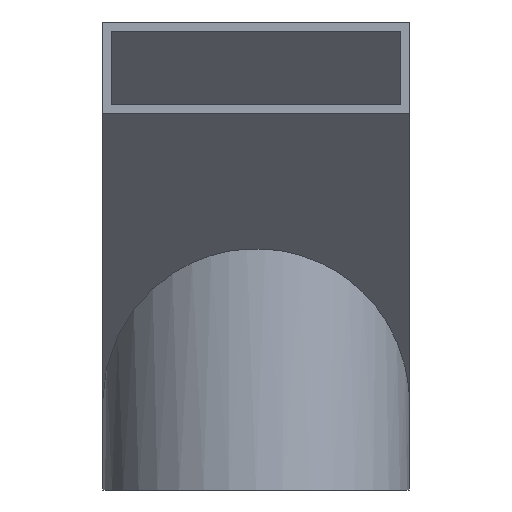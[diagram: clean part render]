
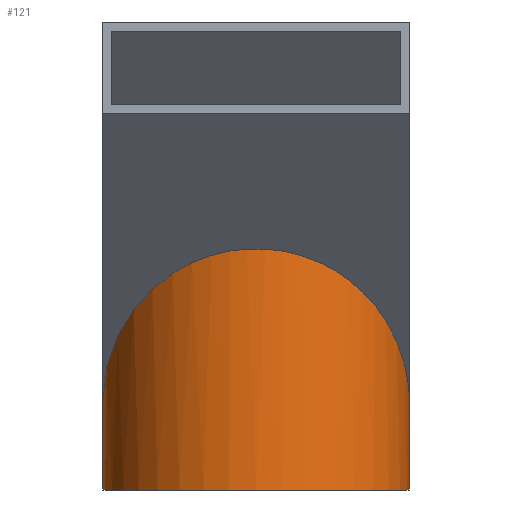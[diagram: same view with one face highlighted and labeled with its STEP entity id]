
A CAD part, left-side view. The second image highlights one B-rep face of the part: STEP entity #121.
In plain terms, the highlighted cylindrical face has radius 50 mm (diameter 100 mm), a partial arc.
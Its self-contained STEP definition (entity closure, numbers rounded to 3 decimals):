
#24 = VERTEX_POINT('',#25);
#25 = CARTESIAN_POINT('',(0.062,-50.,0.));
#32 = EDGE_CURVE('',#33,#24,#35,.T.);
#33 = VERTEX_POINT('',#34);
#34 = CARTESIAN_POINT('',(0.062,50.,0.));
#35 = CIRCLE('',#36,50.);
#36 = AXIS2_PLACEMENT_3D('',#37,#38,#39);
#37 = CARTESIAN_POINT('',(0.062,0.,0.));
#38 = DIRECTION('',(0.,0.,1.));
#39 = DIRECTION('',(1.,0.,0.));
#79 = VERTEX_POINT('',#80);
#80 = CARTESIAN_POINT('',(0.062,-50.,28.725));
#86 = EDGE_CURVE('',#24,#79,#87,.T.);
#87 = LINE('',#88,#89);
#88 = CARTESIAN_POINT('',(0.062,-50.,0.));
#89 = VECTOR('',#90,1.);
#90 = DIRECTION('',(0.,0.,1.));
#94 = EDGE_CURVE('',#33,#95,#97,.T.);
#95 = VERTEX_POINT('',#96);
#96 = CARTESIAN_POINT('',(0.062,50.,28.725));
#97 = LINE('',#98,#99);
#98 = CARTESIAN_POINT('',(0.062,50.,0.));
#99 = VECTOR('',#100,1.);
#100 = DIRECTION('',(0.,0.,1.));
#121 = ADVANCED_FACE('',(#122),#134,.T.);
#122 = FACE_BOUND('',#123,.F.);
#123 = EDGE_LOOP('',(#124,#125,#126,#133));
#124 = ORIENTED_EDGE('',*,*,#32,.F.);
#125 = ORIENTED_EDGE('',*,*,#94,.T.);
#126 = ORIENTED_EDGE('',*,*,#127,.T.);
#127 = EDGE_CURVE('',#95,#79,#128,.T.);
#128 = ELLIPSE('',#129,70.711,50.);
#129 = AXIS2_PLACEMENT_3D('',#130,#131,#132);
#130 = CARTESIAN_POINT('',(0.062,0.,28.725));
#131 = DIRECTION('',(0.707,0.,0.707));
#132 = DIRECTION('',(0.707,0.,-0.707));
#133 = ORIENTED_EDGE('',*,*,#86,.F.);
#134 = CYLINDRICAL_SURFACE('',#135,50.);
#135 = AXIS2_PLACEMENT_3D('',#136,#137,#138);
#136 = CARTESIAN_POINT('',(0.062,0.,0.));
#137 = DIRECTION('',(-0.,-0.,-1.));
#138 = DIRECTION('',(1.,0.,0.));
